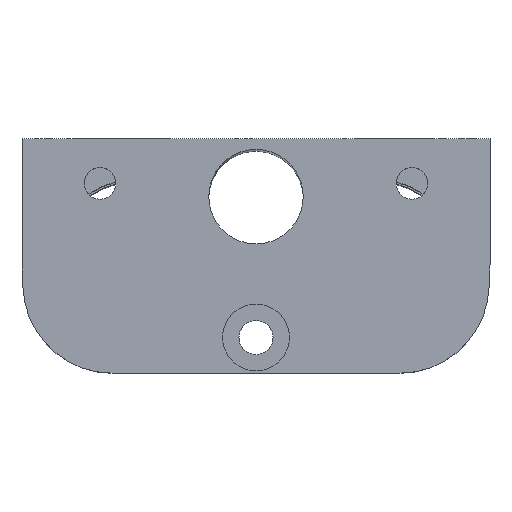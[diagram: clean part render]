
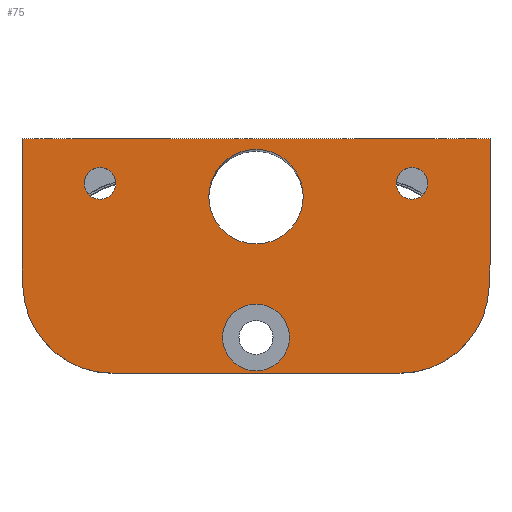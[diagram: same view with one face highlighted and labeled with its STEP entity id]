
A CAD part, top view. The second image highlights one B-rep face of the part: STEP entity #75.
In plain terms, the highlighted planar face has unit normal (0, 0, 1).
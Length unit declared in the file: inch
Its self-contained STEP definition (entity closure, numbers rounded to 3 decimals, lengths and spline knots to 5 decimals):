
#10 = EDGE_CURVE ( 'NONE', #1522, #1522, #1603, .T. ) ;
#13 = CARTESIAN_POINT ( 'NONE',  ( 0., -0.43228, 2.75 ) ) ;
#32 = FACE_BOUND ( 'NONE', #1430, .T. ) ;
#62 = DIRECTION ( 'NONE',  ( 1., 0., 0. ) ) ;
#75 = ADVANCED_FACE ( 'NONE', ( #2165, #507, #32, #1659, #1278 ), #2288, .T. ) ;
#82 = ORIENTED_EDGE ( 'NONE', *, *, #415, .T. ) ;
#101 = DIRECTION ( 'NONE',  ( 0., 0., 1. ) ) ;
#108 = CARTESIAN_POINT ( 'NONE',  ( 0., -0.0375, 2.75 ) ) ;
#170 = AXIS2_PLACEMENT_3D ( 'NONE', #1648, #1973, #404 ) ;
#194 = LINE ( 'NONE', #1425, #223 ) ;
#202 = VERTEX_POINT ( 'NONE', #821 ) ;
#211 = CARTESIAN_POINT ( 'NONE',  ( -0.65625, 0.125, 2.75 ) ) ;
#223 = VECTOR ( 'NONE', #62, 39.37008 ) ;
#233 = EDGE_LOOP ( 'NONE', ( #1374 ) ) ;
#236 = ORIENTED_EDGE ( 'NONE', *, *, #547, .T. ) ;
#294 = VERTEX_POINT ( 'NONE', #2107 ) ;
#315 = CARTESIAN_POINT ( 'NONE',  ( -0.393, 0., 2.75 ) ) ;
#335 = EDGE_CURVE ( 'NONE', #2223, #2103, #194, .T. ) ;
#340 = VERTEX_POINT ( 'NONE', #742 ) ;
#347 = ORIENTED_EDGE ( 'NONE', *, *, #10, .F. ) ;
#353 = ORIENTED_EDGE ( 'NONE', *, *, #1712, .T. ) ;
#360 = VECTOR ( 'NONE', #1582, 39.37008 ) ;
#376 = EDGE_CURVE ( 'NONE', #340, #2215, #2267, .T. ) ;
#390 = DIRECTION ( 'NONE',  ( 1., 0., 0. ) ) ;
#402 = DIRECTION ( 'NONE',  ( 0., 0., 1. ) ) ;
#404 = DIRECTION ( 'NONE',  ( 1., 0., 0. ) ) ;
#415 = EDGE_CURVE ( 'NONE', #2215, #2141, #1414, .T. ) ;
#419 = DIRECTION ( 'NONE',  ( 1., 0., 0. ) ) ;
#424 = EDGE_LOOP ( 'NONE', ( #2245 ) ) ;
#438 = LINE ( 'NONE', #464, #360 ) ;
#464 = CARTESIAN_POINT ( 'NONE',  ( 0.65625, 0.125, 2.75 ) ) ;
#466 = CARTESIAN_POINT ( 'NONE',  ( -0.40384, -0.53228, 2.75 ) ) ;
#507 = FACE_BOUND ( 'NONE', #424, .T. ) ;
#536 = VECTOR ( 'NONE', #1894, 39.37008 ) ;
#547 = EDGE_CURVE ( 'NONE', #202, #606, #2367, .T. ) ;
#577 = EDGE_LOOP ( 'NONE', ( #236, #1904, #1691, #1993, #82, #2027, #1701, #353 ) ) ;
#606 = VERTEX_POINT ( 'NONE', #1140 ) ;
#607 = EDGE_CURVE ( 'NONE', #1494, #1494, #1930, .T. ) ;
#742 = CARTESIAN_POINT ( 'NONE',  ( -0.65625, 0.125, 2.75 ) ) ;
#744 = CARTESIAN_POINT ( 'NONE',  ( 0.65625, 0.125, 2.75 ) ) ;
#759 = CIRCLE ( 'NONE', #1340, 0.25 ) ;
#770 = CARTESIAN_POINT ( 'NONE',  ( 0.482, 0., 2.75 ) ) ;
#780 = CIRCLE ( 'NONE', #170, 0.0445 ) ;
#821 = CARTESIAN_POINT ( 'NONE',  ( 0.65363, -0.29253, 2.75 ) ) ;
#835 = DIRECTION ( 'NONE',  ( 0.041, -0.999, 0. ) ) ;
#894 = CARTESIAN_POINT ( 'NONE',  ( -0.65625, -0.22864, 2.75 ) ) ;
#896 = AXIS2_PLACEMENT_3D ( 'NONE', #1458, #402, #1866 ) ;
#935 = CARTESIAN_POINT ( 'NONE',  ( 0.1325, -0.0375, 2.75 ) ) ;
#956 = CIRCLE ( 'NONE', #2306, 0.25 ) ;
#1028 = DIRECTION ( 'NONE',  ( 0.041, 0.999, 0. ) ) ;
#1030 = DIRECTION ( 'NONE',  ( 1., 0., 0. ) ) ;
#1035 = ORIENTED_EDGE ( 'NONE', *, *, #1156, .F. ) ;
#1095 = EDGE_CURVE ( 'NONE', #1813, #340, #1309, .T. ) ;
#1099 = DIRECTION ( 'NONE',  ( 0., 0., 1. ) ) ;
#1120 = VECTOR ( 'NONE', #1028, 39.37008 ) ;
#1140 = CARTESIAN_POINT ( 'NONE',  ( 0.65625, -0.22864, 2.75 ) ) ;
#1148 = VECTOR ( 'NONE', #1610, 39.37008 ) ;
#1156 = EDGE_CURVE ( 'NONE', #294, #294, #1355, .T. ) ;
#1179 = AXIS2_PLACEMENT_3D ( 'NONE', #108, #2078, #1688 ) ;
#1207 = CARTESIAN_POINT ( 'NONE',  ( -0.65625, -0.22864, 2.75 ) ) ;
#1208 = DIRECTION ( 'NONE',  ( 1., 0., 0. ) ) ;
#1235 = EDGE_LOOP ( 'NONE', ( #1035 ) ) ;
#1278 = FACE_OUTER_BOUND ( 'NONE', #577, .T. ) ;
#1300 = EDGE_CURVE ( 'NONE', #2302, #2302, #780, .T. ) ;
#1301 = EDGE_CURVE ( 'NONE', #606, #1813, #438, .T. ) ;
#1309 = LINE ( 'NONE', #211, #1148 ) ;
#1340 = AXIS2_PLACEMENT_3D ( 'NONE', #1858, #1702, #1208 ) ;
#1355 = CIRCLE ( 'NONE', #2394, 0.09375 ) ;
#1368 = AXIS2_PLACEMENT_3D ( 'NONE', #1754, #1099, #419 ) ;
#1374 = ORIENTED_EDGE ( 'NONE', *, *, #607, .F. ) ;
#1414 = LINE ( 'NONE', #1207, #2058 ) ;
#1425 = CARTESIAN_POINT ( 'NONE',  ( -0.40384, -0.53228, 2.75 ) ) ;
#1430 = EDGE_LOOP ( 'NONE', ( #347 ) ) ;
#1456 = CARTESIAN_POINT ( 'NONE',  ( -0.40384, -0.28228, 2.75 ) ) ;
#1458 = CARTESIAN_POINT ( 'NONE',  ( -0.33489, -0.22864, 2.75 ) ) ;
#1464 = CARTESIAN_POINT ( 'NONE',  ( 0.65363, -0.29253, 2.75 ) ) ;
#1494 = VERTEX_POINT ( 'NONE', #935 ) ;
#1522 = VERTEX_POINT ( 'NONE', #770 ) ;
#1582 = DIRECTION ( 'NONE',  ( 0., 1., 0. ) ) ;
#1603 = CIRCLE ( 'NONE', #1368, 0.0445 ) ;
#1610 = DIRECTION ( 'NONE',  ( -1., 0., 0. ) ) ;
#1612 = DIRECTION ( 'NONE',  ( 0., 0., 1. ) ) ;
#1648 = CARTESIAN_POINT ( 'NONE',  ( -0.4375, 0., 2.75 ) ) ;
#1659 = FACE_BOUND ( 'NONE', #1235, .T. ) ;
#1688 = DIRECTION ( 'NONE',  ( 1., 0., 0. ) ) ;
#1691 = ORIENTED_EDGE ( 'NONE', *, *, #1095, .T. ) ;
#1701 = ORIENTED_EDGE ( 'NONE', *, *, #335, .T. ) ;
#1702 = DIRECTION ( 'NONE',  ( 0., 0., 1. ) ) ;
#1712 = EDGE_CURVE ( 'NONE', #2103, #202, #759, .T. ) ;
#1754 = CARTESIAN_POINT ( 'NONE',  ( 0.4375, 0., 2.75 ) ) ;
#1813 = VERTEX_POINT ( 'NONE', #744 ) ;
#1858 = CARTESIAN_POINT ( 'NONE',  ( 0.40384, -0.28228, 2.75 ) ) ;
#1866 = DIRECTION ( 'NONE',  ( 1., 0., 0. ) ) ;
#1894 = DIRECTION ( 'NONE',  ( 0., -1., 0. ) ) ;
#1904 = ORIENTED_EDGE ( 'NONE', *, *, #1301, .T. ) ;
#1908 = CARTESIAN_POINT ( 'NONE',  ( 0.40384, -0.53228, 2.75 ) ) ;
#1930 = CIRCLE ( 'NONE', #1179, 0.1325 ) ;
#1973 = DIRECTION ( 'NONE',  ( 0., 0., 1. ) ) ;
#1993 = ORIENTED_EDGE ( 'NONE', *, *, #376, .T. ) ;
#2027 = ORIENTED_EDGE ( 'NONE', *, *, #2046, .T. ) ;
#2046 = EDGE_CURVE ( 'NONE', #2141, #2223, #956, .T. ) ;
#2058 = VECTOR ( 'NONE', #835, 39.37008 ) ;
#2078 = DIRECTION ( 'NONE',  ( 0., 0., 1. ) ) ;
#2103 = VERTEX_POINT ( 'NONE', #1908 ) ;
#2107 = CARTESIAN_POINT ( 'NONE',  ( 0.09375, -0.43228, 2.75 ) ) ;
#2141 = VERTEX_POINT ( 'NONE', #2264 ) ;
#2165 = FACE_BOUND ( 'NONE', #233, .T. ) ;
#2168 = CARTESIAN_POINT ( 'NONE',  ( -0.65625, 0.125, 2.75 ) ) ;
#2215 = VERTEX_POINT ( 'NONE', #894 ) ;
#2223 = VERTEX_POINT ( 'NONE', #466 ) ;
#2245 = ORIENTED_EDGE ( 'NONE', *, *, #1300, .F. ) ;
#2264 = CARTESIAN_POINT ( 'NONE',  ( -0.65363, -0.29253, 2.75 ) ) ;
#2267 = LINE ( 'NONE', #2168, #536 ) ;
#2288 = PLANE ( 'NONE',  #896 ) ;
#2302 = VERTEX_POINT ( 'NONE', #315 ) ;
#2306 = AXIS2_PLACEMENT_3D ( 'NONE', #1456, #1612, #390 ) ;
#2367 = LINE ( 'NONE', #1464, #1120 ) ;
#2394 = AXIS2_PLACEMENT_3D ( 'NONE', #13, #101, #1030 ) ;
